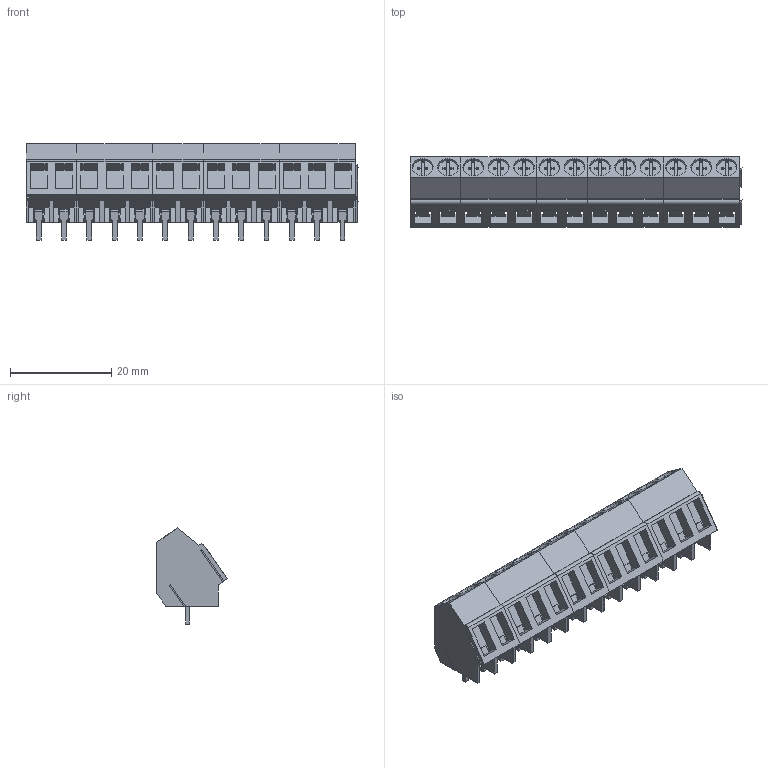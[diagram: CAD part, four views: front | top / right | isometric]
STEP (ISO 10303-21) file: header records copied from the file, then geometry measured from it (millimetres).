
FILE_DESCRIPTION(('CATIA V5 STEP Exchange','CAx-IF Rec.Pracs.--- Model Styling and Organization---1.2---2011-12-15'),'2;1');
FILE_NAME ('D1449940_0_1233910000_1233910000.stp','2018-03-31T06:40:38+00:00',('none'),('Weidmueller'),'CATIA Version 5-6 Release 2014','CATIA V5 STEP AP214','none');
FILE_SCHEMA(('AUTOMOTIVE_DESIGN { 1 0 10303 214 1 1 1 1 }'));
Length unit declared in the file: millimetre
Products named in the file (1): 1233910000
Bounding box: 65.55 x 13.9 x 19 mm (x, y, z)
Volume: 7517.1 mm3; surface area: 9451.4 mm2
Topology: 31 solids, 31 shells, 1128 faces, 3107 edges, 2054 vertices
Faces by surface type: plane 1045, cylinder 83
Entity records: 34558 total; most frequent: ORIENTED_EDGE 6214, CARTESIAN_POINT 6190, DIRECTION 4767, EDGE_CURVE 3107, VECTOR 2889, LINE 2889, VERTEX_POINT 2054, EDGE_LOOP 1167
